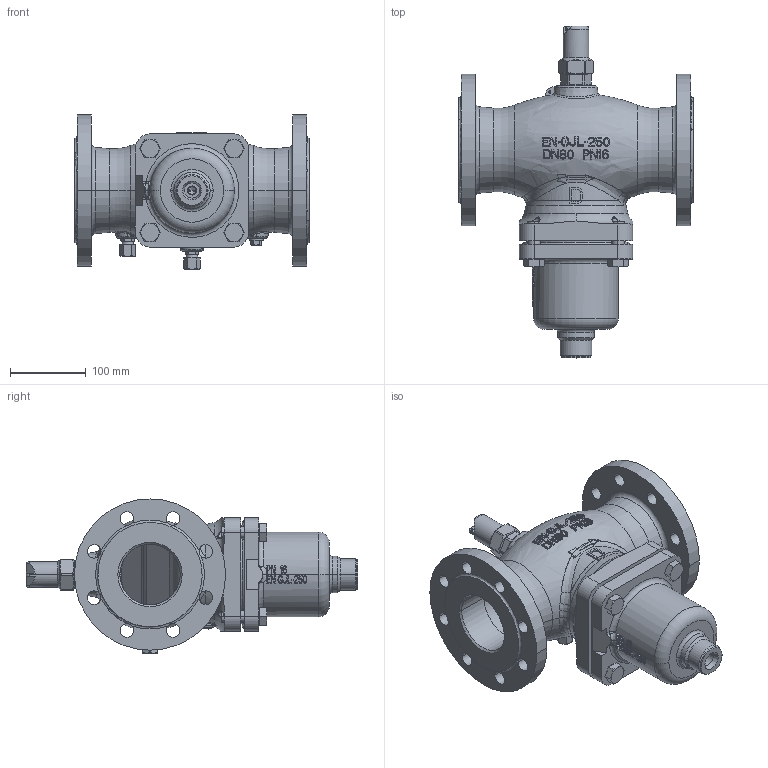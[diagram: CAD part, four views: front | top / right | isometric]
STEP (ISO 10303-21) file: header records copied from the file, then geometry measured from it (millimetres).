
FILE_DESCRIPTION((''),'2;1');
FILE_NAME('065B2661_ASM','2015-03-31T',('u317927'),('Danfoss'),'PRO/ENGINEER BY PARAMETRIC TECHNOLOGY CORPORATION, 2014000','PRO/ENGINEER BY PARAMETRIC TECHNOLOGY CORPORATION, 2014000','');
FILE_SCHEMA(('CONFIG_CONTROL_DESIGN'));
Products named in the file (13): 8861847; 8861016; 5184024; 5454088; 8861855; 5451354; 8861869; TESNILO_18X14; VIJAK_G1L4X12_ZAPIRALNI; LABEL_PLATE_37X37; 5589607; PRIKLJUCEK_2; 065B2661_ASM
Assembly tree (21 placements, depth 2):
  065B2661_ASM
    8861847
    8861016
    5184024  x4
    5454088
    8861855
    5451354
    8861869
    TESNILO_18X14  x3
    VIJAK_G1L4X12_ZAPIRALNI
    LABEL_PLATE_37X37
    5589607  x4
    PRIKLJUCEK_2  x2
Bounding box: 310 x 439.1 x 203.9 mm (x, y, z)
Volume: 3717488.3 mm3; surface area: 730689.3 mm2
Topology: 23 solids, 46 shells, 1877 faces, 5037 edges, 3282 vertices
Faces by surface type: plane 1081, cylinder 359, cone 141, bspline 126, torus 104, extrusion 54, sphere 12
Entity records: 64697 total; most frequent: CARTESIAN_POINT 24590, ORIENTED_EDGE 9060, DIRECTION 7101, EDGE_CURVE 4603, VERTEX_POINT 3009, AXIS2_PLACEMENT_3D 2716, B_SPLINE_CURVE_WITH_KNOTS 1885, EDGE_LOOP 1849
